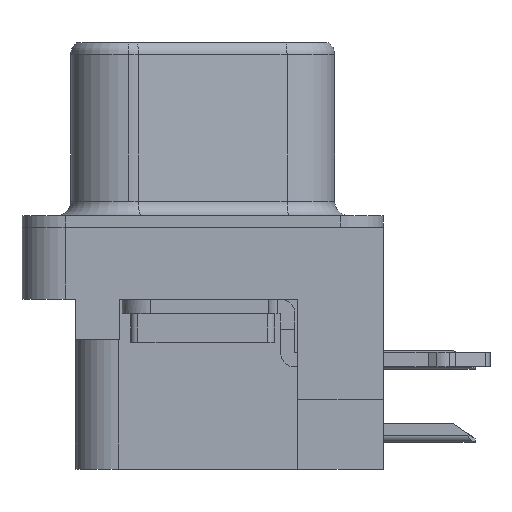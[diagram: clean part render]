
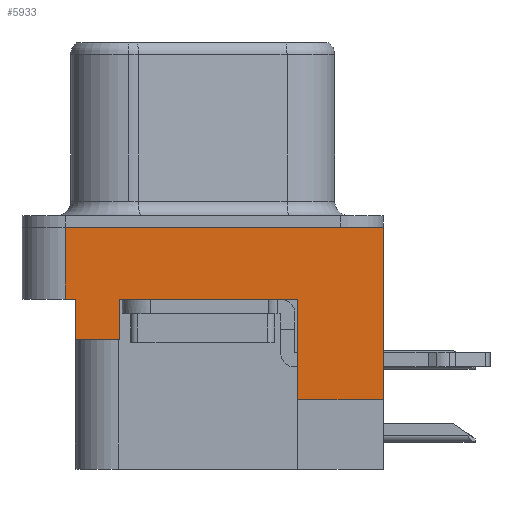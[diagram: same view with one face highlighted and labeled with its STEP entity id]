
A CAD part, left-side view. The second image highlights one B-rep face of the part: STEP entity #5933.
In plain terms, the highlighted planar face has unit normal (-1, 0, 0).
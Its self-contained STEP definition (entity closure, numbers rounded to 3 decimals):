
#85 = LINE ( 'NONE', #5169, #5592 ) ;
#106 = CARTESIAN_POINT ( 'NONE',  ( -2.91, -6.275, -6. ) ) ;
#264 = CARTESIAN_POINT ( 'NONE',  ( -2.91, -3.295, -8.4 ) ) ;
#495 = VECTOR ( 'NONE', #10752, 1000. ) ;
#540 = VERTEX_POINT ( 'NONE', #8659 ) ;
#734 = DIRECTION ( 'NONE',  ( 0., 0., 1. ) ) ;
#763 = EDGE_CURVE ( 'NONE', #540, #3378, #10349, .T. ) ;
#1398 = CARTESIAN_POINT ( 'NONE',  ( -2.91, 4.775, -2.5 ) ) ;
#1491 = CARTESIAN_POINT ( 'NONE',  ( -2.91, 2.895, -2.5 ) ) ;
#1617 = LINE ( 'NONE', #13288, #6724 ) ;
#1701 = CARTESIAN_POINT ( 'NONE',  ( -2.91, 2.895, -3.9 ) ) ;
#1922 = VECTOR ( 'NONE', #7525, 1000. ) ;
#2217 = ORIENTED_EDGE ( 'NONE', *, *, #13475, .F. ) ;
#2261 = EDGE_CURVE ( 'NONE', #10890, #3676, #1617, .T. ) ;
#2432 = EDGE_CURVE ( 'NONE', #7419, #540, #10473, .T. ) ;
#2601 = CARTESIAN_POINT ( 'NONE',  ( -2.91, 4.425, -3.9 ) ) ;
#2853 = LINE ( 'NONE', #264, #5421 ) ;
#3037 = EDGE_CURVE ( 'NONE', #7419, #7493, #11835, .T. ) ;
#3098 = ORIENTED_EDGE ( 'NONE', *, *, #10272, .F. ) ;
#3283 = FACE_OUTER_BOUND ( 'NONE', #13345, .T. ) ;
#3378 = VERTEX_POINT ( 'NONE', #4685 ) ;
#3423 = AXIS2_PLACEMENT_3D ( 'NONE', #12716, #10883, #10696 ) ;
#3481 = VERTEX_POINT ( 'NONE', #7384 ) ;
#3617 = DIRECTION ( 'NONE',  ( 0., 0., 1. ) ) ;
#3676 = VERTEX_POINT ( 'NONE', #9085 ) ;
#3967 = EDGE_CURVE ( 'NONE', #7493, #3481, #6700, .T. ) ;
#4685 = CARTESIAN_POINT ( 'NONE',  ( -2.91, 4.425, -2.5 ) ) ;
#4708 = VECTOR ( 'NONE', #13682, 1000. ) ;
#4852 = VECTOR ( 'NONE', #8245, 1000. ) ;
#4916 = CARTESIAN_POINT ( 'NONE',  ( -2.91, -6.275, 0. ) ) ;
#5100 = CARTESIAN_POINT ( 'NONE',  ( -2.91, 2.895, -3.9 ) ) ;
#5169 = CARTESIAN_POINT ( 'NONE',  ( -2.91, -6.275, -2.5 ) ) ;
#5205 = EDGE_CURVE ( 'NONE', #3676, #5633, #5993, .T. ) ;
#5421 = VECTOR ( 'NONE', #3617, 1000. ) ;
#5592 = VECTOR ( 'NONE', #6235, 1000. ) ;
#5599 = DIRECTION ( 'NONE',  ( 0., 1., 0. ) ) ;
#5633 = VERTEX_POINT ( 'NONE', #4916 ) ;
#5933 = ADVANCED_FACE ( 'NONE', ( #3283 ), #13358, .T. ) ;
#5993 = LINE ( 'NONE', #11215, #495 ) ;
#6235 = DIRECTION ( 'NONE',  ( 0., 0., 1. ) ) ;
#6287 = ORIENTED_EDGE ( 'NONE', *, *, #2432, .F. ) ;
#6299 = ORIENTED_EDGE ( 'NONE', *, *, #10750, .T. ) ;
#6700 = LINE ( 'NONE', #8249, #4852 ) ;
#6724 = VECTOR ( 'NONE', #734, 1000. ) ;
#7356 = ORIENTED_EDGE ( 'NONE', *, *, #3037, .T. ) ;
#7384 = CARTESIAN_POINT ( 'NONE',  ( -2.91, -3.295, -2.5 ) ) ;
#7400 = LINE ( 'NONE', #14035, #1922 ) ;
#7412 = LINE ( 'NONE', #10994, #12844 ) ;
#7419 = VERTEX_POINT ( 'NONE', #5100 ) ;
#7492 = VERTEX_POINT ( 'NONE', #106 ) ;
#7493 = VERTEX_POINT ( 'NONE', #1491 ) ;
#7525 = DIRECTION ( 'NONE',  ( 0., -1., 0. ) ) ;
#8245 = DIRECTION ( 'NONE',  ( 0., -1., 0. ) ) ;
#8249 = CARTESIAN_POINT ( 'NONE',  ( -2.91, -6.275, -2.5 ) ) ;
#8413 = DIRECTION ( 'NONE',  ( 0., 0., 1. ) ) ;
#8659 = CARTESIAN_POINT ( 'NONE',  ( -2.91, 4.425, -3.9 ) ) ;
#8830 = EDGE_CURVE ( 'NONE', #7492, #5633, #85, .T. ) ;
#8956 = VECTOR ( 'NONE', #11505, 1000. ) ;
#9085 = CARTESIAN_POINT ( 'NONE',  ( -2.91, 4.775, 0. ) ) ;
#10003 = VECTOR ( 'NONE', #8413, 1000. ) ;
#10272 = EDGE_CURVE ( 'NONE', #7492, #12809, #7412, .T. ) ;
#10349 = LINE ( 'NONE', #13770, #10003 ) ;
#10379 = ORIENTED_EDGE ( 'NONE', *, *, #3967, .T. ) ;
#10473 = LINE ( 'NONE', #2601, #4708 ) ;
#10474 = ORIENTED_EDGE ( 'NONE', *, *, #8830, .T. ) ;
#10696 = DIRECTION ( 'NONE',  ( 0., 0., 1. ) ) ;
#10750 = EDGE_CURVE ( 'NONE', #10890, #3378, #7400, .T. ) ;
#10752 = DIRECTION ( 'NONE',  ( 0., -1., 0. ) ) ;
#10883 = DIRECTION ( 'NONE',  ( -1., 0., 0. ) ) ;
#10890 = VERTEX_POINT ( 'NONE', #1398 ) ;
#10994 = CARTESIAN_POINT ( 'NONE',  ( -2.91, -6.495, -6. ) ) ;
#11210 = ORIENTED_EDGE ( 'NONE', *, *, #2261, .F. ) ;
#11215 = CARTESIAN_POINT ( 'NONE',  ( -2.91, -6.275, 0. ) ) ;
#11505 = DIRECTION ( 'NONE',  ( 0., 0., 1. ) ) ;
#11835 = LINE ( 'NONE', #1701, #8956 ) ;
#12298 = CARTESIAN_POINT ( 'NONE',  ( -2.91, -3.295, -6. ) ) ;
#12716 = CARTESIAN_POINT ( 'NONE',  ( -2.91, -6.275, -2.5 ) ) ;
#12809 = VERTEX_POINT ( 'NONE', #12298 ) ;
#12822 = ORIENTED_EDGE ( 'NONE', *, *, #5205, .F. ) ;
#12844 = VECTOR ( 'NONE', #5599, 1000. ) ;
#13288 = CARTESIAN_POINT ( 'NONE',  ( -2.91, 4.775, -2.5 ) ) ;
#13345 = EDGE_LOOP ( 'NONE', ( #3098, #10474, #12822, #11210, #6299, #13782, #6287, #7356, #10379, #2217 ) ) ;
#13358 = PLANE ( 'NONE',  #3423 ) ;
#13475 = EDGE_CURVE ( 'NONE', #12809, #3481, #2853, .T. ) ;
#13682 = DIRECTION ( 'NONE',  ( 0., 1., 0. ) ) ;
#13770 = CARTESIAN_POINT ( 'NONE',  ( -2.91, 4.425, -3.9 ) ) ;
#13782 = ORIENTED_EDGE ( 'NONE', *, *, #763, .F. ) ;
#14035 = CARTESIAN_POINT ( 'NONE',  ( -2.91, -6.275, -2.5 ) ) ;
